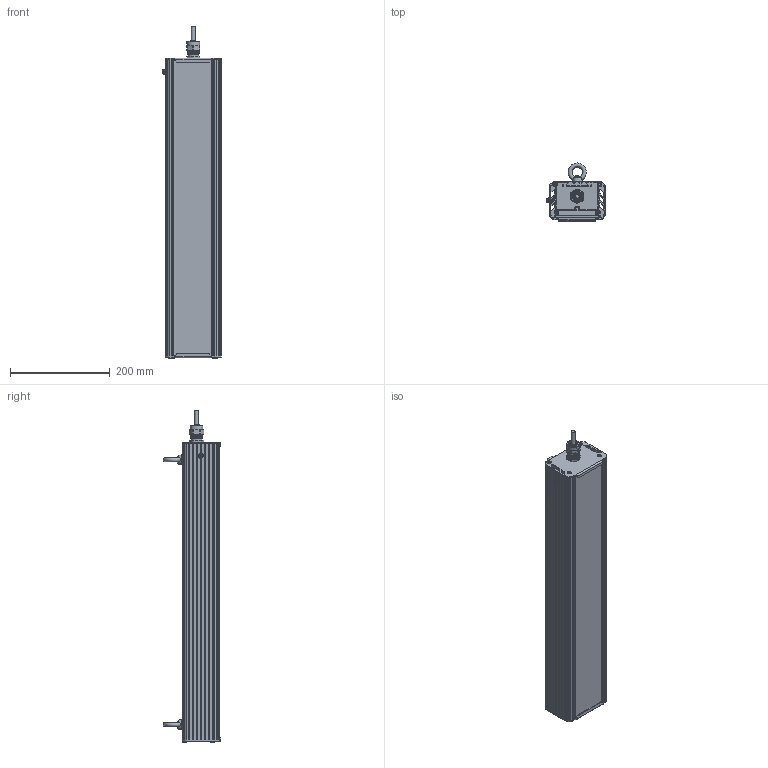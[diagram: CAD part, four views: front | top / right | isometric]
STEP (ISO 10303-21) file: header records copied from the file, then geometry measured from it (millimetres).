
FILE_DESCRIPTION(('STEP AP214'), '1');
FILE_NAME('001.0102.11.000 - ÃÑÏ-Ïðèìà-1Åõ-40', '', ('UNSPECIFIED'), ('UNSPECIFIED'), 'C3D Converter', 'C3D Toolkit', '');
FILE_SCHEMA(('AUTOMOTIVE_DESIGN { 1 0 10303 214 3 1 1}'));
Length unit declared in the file: millimetre
Products named in the file (37): 001.0102.11.000; 001.0065.02.000
Assembly tree (69 placements, depth 4):
  001.0102.11.000
    (unnamed)
      (unnamed)  x4
      (unnamed)  x4
      (unnamed)
      (unnamed)
      (unnamed)
      (unnamed)
      (unnamed)
      (unnamed)
      (unnamed)
      (unnamed)
      (unnamed)
        (unnamed)
      (unnamed)
      (unnamed)
      (unnamed)  x3
        (unnamed)
        (unnamed)
        (unnamed)
        (unnamed)
        (unnamed)
        (unnamed)
        (unnamed)
        (unnamed)
      (unnamed)
        (unnamed)  x13
        (unnamed)
        (unnamed)
        (unnamed)
        (unnamed)
        (unnamed)
        (unnamed)
        (unnamed)
    001.0065.02.000  x2
      (unnamed)
      (unnamed)
Bounding box: 117.15 x 115.42 x 664.5 mm (x, y, z)
Volume: 1106287.8 mm3; surface area: 934646.8 mm2
Topology: 148 solids, 150 shells, 1831 faces, 4577 edges, 3092 vertices
Faces by surface type: plane 1229, cylinder 490, cone 79, bspline 27, torus 6
Full cylindrical faces by diameter (mm): 2 x8, 2.5 x16, 2.8 x100, 3.5 x20, 4 x9, 5 x3, 6 x3, 7 x2, 8 x8, 10 x1, 12.5 x1, 13 x1, 16 x1, 17 x1, 18 x1, 18.5 x1, 19 x1, 20 x1, 21.5 x1, 22 x2, 25.5 x1
Entity records: 77088 total; most frequent: CARTESIAN_POINT 35677, DIRECTION 7242, ORIENTED_EDGE 5820, EDGE_CURVE 2984, AXIS2_PLACEMENT_3D 2656, VERTEX_POINT 2104, LINE 1930, VECTOR 1930
